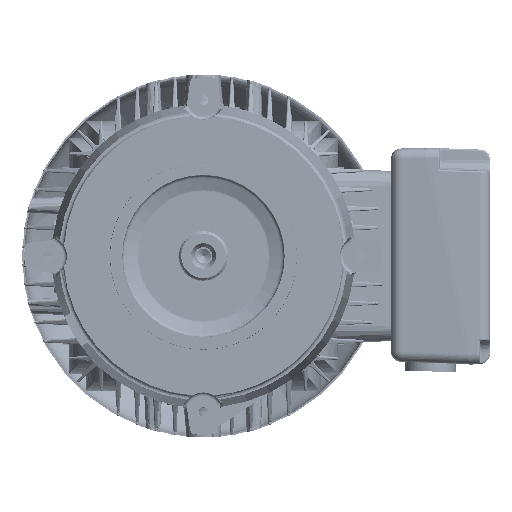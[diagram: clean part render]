
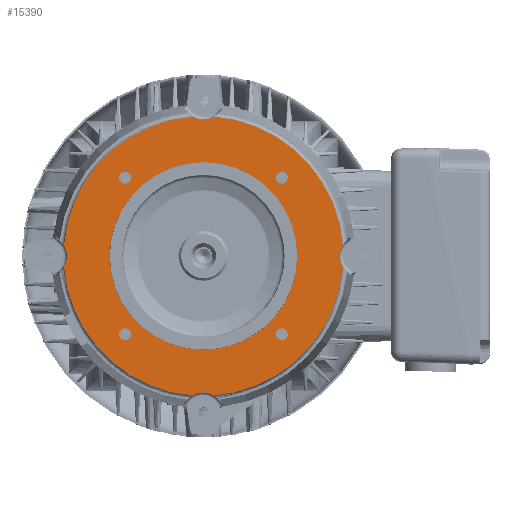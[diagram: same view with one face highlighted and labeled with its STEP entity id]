
A CAD part, left-side view. The second image highlights one B-rep face of the part: STEP entity #15390.
In plain terms, the highlighted planar face has unit normal (-1, 0, 0).
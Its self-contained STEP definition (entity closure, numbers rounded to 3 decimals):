
#15390 = ADVANCED_FACE( '', ( #32251, #32252, #32253, #32254, #32255, #32256 ), #32257, .T. );
#32251 = FACE_BOUND( '', #151152, .T. );
#32252 = FACE_BOUND( '', #151153, .T. );
#32253 = FACE_BOUND( '', #151154, .T. );
#32254 = FACE_BOUND( '', #151155, .T. );
#32255 = FACE_OUTER_BOUND( '', #151156, .T. );
#32256 = FACE_BOUND( '', #151157, .T. );
#32257 = PLANE( '', #151158 );
#151152 = EDGE_LOOP( '', ( #207244 ) );
#151153 = EDGE_LOOP( '', ( #207245 ) );
#151154 = EDGE_LOOP( '', ( #207246 ) );
#151155 = EDGE_LOOP( '', ( #207247 ) );
#151156 = EDGE_LOOP( '', ( #207248, #207249, #207250, #207251, #207252, #207253, #207254, #207255 ) );
#151157 = EDGE_LOOP( '', ( #207256 ) );
#151158 = AXIS2_PLACEMENT_3D( '', #207257, #207258, #207259 );
#207244 = ORIENTED_EDGE( '', *, *, #215174, .F. );
#207245 = ORIENTED_EDGE( '', *, *, #228995, .F. );
#207246 = ORIENTED_EDGE( '', *, *, #231571, .F. );
#207247 = ORIENTED_EDGE( '', *, *, #231016, .F. );
#207248 = ORIENTED_EDGE( '', *, *, #222050, .T. );
#207249 = ORIENTED_EDGE( '', *, *, #229217, .F. );
#207250 = ORIENTED_EDGE( '', *, *, #226264, .T. );
#207251 = ORIENTED_EDGE( '', *, *, #231572, .F. );
#207252 = ORIENTED_EDGE( '', *, *, #231263, .T. );
#207253 = ORIENTED_EDGE( '', *, *, #221542, .F. );
#207254 = ORIENTED_EDGE( '', *, *, #219310, .T. );
#207255 = ORIENTED_EDGE( '', *, *, #231373, .F. );
#207256 = ORIENTED_EDGE( '', *, *, #227251, .F. );
#207257 = CARTESIAN_POINT( '', ( -140., -55., 0. ) );
#207258 = DIRECTION( '', ( -1., 0., 0. ) );
#207259 = DIRECTION( '', ( 0., 1., 0. ) );
#215174 = EDGE_CURVE( '', #236725, #236725, #236726, .T. );
#219310 = EDGE_CURVE( '', #243633, #243631, #243634, .T. );
#221542 = EDGE_CURVE( '', #243633, #247098, #247099, .T. );
#222050 = EDGE_CURVE( '', #247852, #247850, #247853, .T. );
#226264 = EDGE_CURVE( '', #253956, #253954, #253957, .T. );
#227251 = EDGE_CURVE( '', #255227, #255227, #255228, .T. );
#228995 = EDGE_CURVE( '', #257339, #257339, #257340, .T. );
#229217 = EDGE_CURVE( '', #253956, #247850, #257603, .T. );
#231016 = EDGE_CURVE( '', #259600, #259600, #259601, .T. );
#231263 = EDGE_CURVE( '', #259866, #247098, #259867, .T. );
#231373 = EDGE_CURVE( '', #247852, #243631, #259982, .T. );
#231571 = EDGE_CURVE( '', #260188, #260188, #260189, .T. );
#231572 = EDGE_CURVE( '', #259866, #253954, #260190, .T. );
#236725 = VERTEX_POINT( '', #278725 );
#236726 = CIRCLE( '', #278726, 3.493 );
#243631 = VERTEX_POINT( '', #307798 );
#243633 = VERTEX_POINT( '', #307801 );
#243634 = CIRCLE( '', #307802, 82. );
#247098 = VERTEX_POINT( '', #322534 );
#247099 = CIRCLE( '', #322535, 11.5 );
#247850 = VERTEX_POINT( '', #326137 );
#247852 = VERTEX_POINT( '', #326140 );
#247853 = CIRCLE( '', #326141, 82. );
#253954 = VERTEX_POINT( '', #349500 );
#253956 = VERTEX_POINT( '', #349503 );
#253957 = CIRCLE( '', #349504, 82. );
#255227 = VERTEX_POINT( '', #356036 );
#255228 = CIRCLE( '', #356037, 55. );
#257339 = VERTEX_POINT( '', #366957 );
#257340 = CIRCLE( '', #366958, 3.493 );
#257603 = CIRCLE( '', #367920, 11.5 );
#259600 = VERTEX_POINT( '', #376194 );
#259601 = CIRCLE( '', #376195, 3.493 );
#259866 = VERTEX_POINT( '', #377329 );
#259867 = CIRCLE( '', #377330, 82. );
#259982 = CIRCLE( '', #377953, 11.5 );
#260188 = VERTEX_POINT( '', #378588 );
#260189 = CIRCLE( '', #378589, 3.493 );
#260190 = CIRCLE( '', #378590, 11.5 );
#278725 = CARTESIAN_POINT( '', ( -140., -42.469, 45.962 ) );
#278726 = AXIS2_PLACEMENT_3D( '', #383520, #383521, #383522 );
#307798 = CARTESIAN_POINT( '', ( -140., -81.77, -6.131 ) );
#307801 = CARTESIAN_POINT( '', ( -140., -6.131, -81.77 ) );
#307802 = AXIS2_PLACEMENT_3D( '', #388342, #388343, #388344 );
#322534 = CARTESIAN_POINT( '', ( -140., 6.131, -81.77 ) );
#322535 = AXIS2_PLACEMENT_3D( '', #390867, #390868, #390869 );
#326137 = CARTESIAN_POINT( '', ( -140., -6.131, 81.77 ) );
#326140 = CARTESIAN_POINT( '', ( -140., -81.77, 6.131 ) );
#326141 = AXIS2_PLACEMENT_3D( '', #391414, #391415, #391416 );
#349500 = CARTESIAN_POINT( '', ( -140., 81.77, 6.131 ) );
#349503 = CARTESIAN_POINT( '', ( -140., 6.131, 81.77 ) );
#349504 = AXIS2_PLACEMENT_3D( '', #396786, #396787, #396788 );
#356036 = CARTESIAN_POINT( '', ( -140., 55., 0. ) );
#356037 = AXIS2_PLACEMENT_3D( '', #397737, #397738, #397739 );
#366957 = CARTESIAN_POINT( '', ( -140., 49.454, 45.962 ) );
#366958 = AXIS2_PLACEMENT_3D( '', #399186, #399187, #399188 );
#367920 = AXIS2_PLACEMENT_3D( '', #399375, #399376, #399377 );
#376194 = CARTESIAN_POINT( '', ( -140., -42.469, -45.962 ) );
#376195 = AXIS2_PLACEMENT_3D( '', #400607, #400608, #400609 );
#377329 = CARTESIAN_POINT( '', ( -140., 81.77, -6.131 ) );
#377330 = AXIS2_PLACEMENT_3D( '', #400784, #400785, #400786 );
#377953 = AXIS2_PLACEMENT_3D( '', #400833, #400834, #400835 );
#378588 = CARTESIAN_POINT( '', ( -140., 49.454, -45.962 ) );
#378589 = AXIS2_PLACEMENT_3D( '', #400918, #400919, #400920 );
#378590 = AXIS2_PLACEMENT_3D( '', #400921, #400922, #400923 );
#383520 = CARTESIAN_POINT( '', ( -140., -45.962, 45.962 ) );
#383521 = DIRECTION( '', ( -1., 0., 0. ) );
#383522 = DIRECTION( '', ( 0., 1., 0. ) );
#388342 = CARTESIAN_POINT( '', ( -140., 0., 0. ) );
#388343 = DIRECTION( '', ( -1., 0., 0. ) );
#388344 = DIRECTION( '', ( 0., 1., 0. ) );
#390867 = CARTESIAN_POINT( '', ( -140., 0., -91.5 ) );
#390868 = DIRECTION( '', ( -1., 0., 0. ) );
#390869 = DIRECTION( '', ( 0., 1., 0. ) );
#391414 = CARTESIAN_POINT( '', ( -140., 0., 0. ) );
#391415 = DIRECTION( '', ( -1., 0., 0. ) );
#391416 = DIRECTION( '', ( 0., 1., 0. ) );
#396786 = CARTESIAN_POINT( '', ( -140., 0., 0. ) );
#396787 = DIRECTION( '', ( -1., 0., 0. ) );
#396788 = DIRECTION( '', ( 0., 1., 0. ) );
#397737 = CARTESIAN_POINT( '', ( -140., 0., 0. ) );
#397738 = DIRECTION( '', ( -1., 0., 0. ) );
#397739 = DIRECTION( '', ( 0., 1., 0. ) );
#399186 = CARTESIAN_POINT( '', ( -140., 45.962, 45.962 ) );
#399187 = DIRECTION( '', ( -1., 0., 0. ) );
#399188 = DIRECTION( '', ( 0., 1., 0. ) );
#399375 = CARTESIAN_POINT( '', ( -140., 0., 91.5 ) );
#399376 = DIRECTION( '', ( -1., 0., 0. ) );
#399377 = DIRECTION( '', ( 0., 1., 0. ) );
#400607 = CARTESIAN_POINT( '', ( -140., -45.962, -45.962 ) );
#400608 = DIRECTION( '', ( -1., 0., 0. ) );
#400609 = DIRECTION( '', ( 0., 1., 0. ) );
#400784 = CARTESIAN_POINT( '', ( -140., 0., 0. ) );
#400785 = DIRECTION( '', ( -1., 0., 0. ) );
#400786 = DIRECTION( '', ( 0., 1., 0. ) );
#400833 = CARTESIAN_POINT( '', ( -140., -91.5, 0. ) );
#400834 = DIRECTION( '', ( -1., 0., 0. ) );
#400835 = DIRECTION( '', ( 0., 1., 0. ) );
#400918 = CARTESIAN_POINT( '', ( -140., 45.962, -45.962 ) );
#400919 = DIRECTION( '', ( -1., 0., 0. ) );
#400920 = DIRECTION( '', ( 0., 1., 0. ) );
#400921 = CARTESIAN_POINT( '', ( -140., 91.5, 0. ) );
#400922 = DIRECTION( '', ( -1., 0., 0. ) );
#400923 = DIRECTION( '', ( 0., 1., 0. ) );
